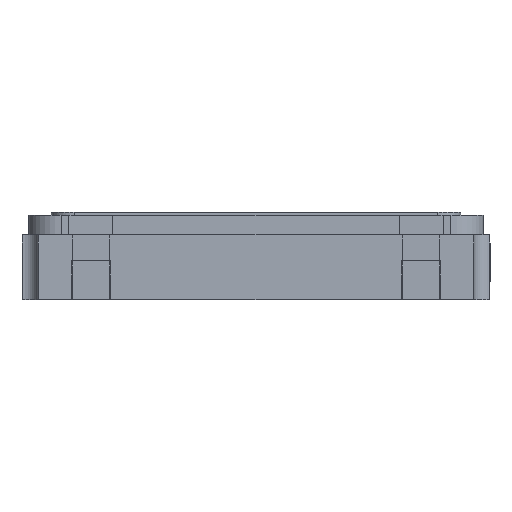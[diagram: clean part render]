
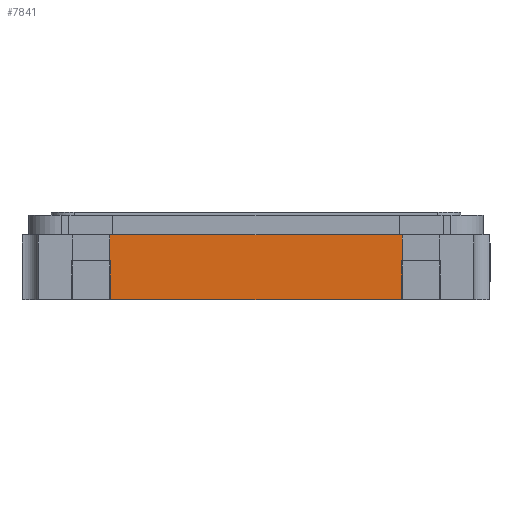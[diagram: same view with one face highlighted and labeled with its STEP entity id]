
A CAD part, left-side view. The second image highlights one B-rep face of the part: STEP entity #7841.
In plain terms, the highlighted face is planar.
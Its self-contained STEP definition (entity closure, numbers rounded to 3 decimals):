
#648=LINE('',#11967,#1482);
#654=LINE('',#11979,#1488);
#671=LINE('',#12015,#1505);
#678=LINE('',#12029,#1512);
#693=LINE('',#12060,#1527);
#776=LINE('',#12222,#1610);
#791=LINE('',#12253,#1625);
#881=LINE('',#12445,#1715);
#884=LINE('',#12451,#1718);
#885=LINE('',#12453,#1719);
#886=LINE('',#12455,#1720);
#887=LINE('',#12456,#1721);
#1482=VECTOR('',#9389,1000.);
#1488=VECTOR('',#9399,1000.);
#1505=VECTOR('',#9428,1000.);
#1512=VECTOR('',#9439,1000.);
#1527=VECTOR('',#9466,1000.);
#1610=VECTOR('',#9597,1000.);
#1625=VECTOR('',#9626,1000.);
#1715=VECTOR('',#9792,1000.);
#1718=VECTOR('',#9799,1000.);
#1719=VECTOR('',#9800,1000.);
#1720=VECTOR('',#9801,1000.);
#1721=VECTOR('',#9802,1000.);
#3548=ORIENTED_EDGE('',*,*,#4679,.F.);
#3549=ORIENTED_EDGE('',*,*,#4435,.T.);
#3550=ORIENTED_EDGE('',*,*,#4441,.T.);
#3551=ORIENTED_EDGE('',*,*,#4563,.T.);
#3552=ORIENTED_EDGE('',*,*,#4676,.F.);
#3553=ORIENTED_EDGE('',*,*,#4578,.F.);
#3554=ORIENTED_EDGE('',*,*,#4680,.T.);
#3555=ORIENTED_EDGE('',*,*,#4681,.F.);
#3556=ORIENTED_EDGE('',*,*,#4465,.F.);
#3557=ORIENTED_EDGE('',*,*,#4458,.F.);
#3558=ORIENTED_EDGE('',*,*,#4480,.T.);
#3559=ORIENTED_EDGE('',*,*,#4682,.T.);
#4435=EDGE_CURVE('',#5187,#5186,#648,.T.);
#4441=EDGE_CURVE('',#5186,#5190,#654,.T.);
#4458=EDGE_CURVE('',#5203,#5204,#671,.T.);
#4465=EDGE_CURVE('',#5204,#5208,#678,.T.);
#4480=EDGE_CURVE('',#5203,#5219,#693,.T.);
#4563=EDGE_CURVE('',#5190,#5273,#776,.T.);
#4578=EDGE_CURVE('',#5282,#5283,#791,.T.);
#4676=EDGE_CURVE('',#5283,#5273,#881,.T.);
#4679=EDGE_CURVE('',#5187,#5348,#884,.T.);
#4680=EDGE_CURVE('',#5282,#5349,#885,.T.);
#4681=EDGE_CURVE('',#5208,#5349,#886,.T.);
#4682=EDGE_CURVE('',#5219,#5348,#887,.T.);
#5186=VERTEX_POINT('',#11966);
#5187=VERTEX_POINT('',#11968);
#5190=VERTEX_POINT('',#11978);
#5203=VERTEX_POINT('',#12014);
#5204=VERTEX_POINT('',#12016);
#5208=VERTEX_POINT('',#12028);
#5219=VERTEX_POINT('',#12061);
#5273=VERTEX_POINT('',#12221);
#5282=VERTEX_POINT('',#12252);
#5283=VERTEX_POINT('',#12254);
#5348=VERTEX_POINT('',#12452);
#5349=VERTEX_POINT('',#12454);
#5847=EDGE_LOOP('',(#3548,#3549,#3550,#3551,#3552,#3553,#3554,#3555,#3556,
#3557,#3558,#3559));
#6224=FACE_BOUND('',#5847,.T.);
#6563=PLANE('',#8244);
#7841=ADVANCED_FACE('',(#6224),#6563,.F.);
#8244=AXIS2_PLACEMENT_3D('',#12450,#9797,#9798);
#9389=DIRECTION('',(1.,0.,0.));
#9399=DIRECTION('',(0.,0.,1.));
#9428=DIRECTION('',(-1.,0.,0.));
#9439=DIRECTION('',(0.,0.,1.));
#9466=DIRECTION('',(0.,0.,-1.));
#9597=DIRECTION('',(1.,0.,0.));
#9626=DIRECTION('',(1.,0.,0.));
#9792=DIRECTION('',(0.,0.,-1.));
#9797=DIRECTION('',(0.,1.,0.));
#9798=DIRECTION('',(-1.,0.,0.));
#9799=DIRECTION('',(0.,0.,-1.));
#9800=DIRECTION('',(0.,0.,-1.));
#9801=DIRECTION('',(-1.,0.,0.));
#9802=DIRECTION('',(1.,0.,0.));
#11966=CARTESIAN_POINT('',(2.243,-2.6,0.01));
#11967=CARTESIAN_POINT('',(2.14,-2.6,0.01));
#11968=CARTESIAN_POINT('',(2.14,-2.6,0.01));
#11978=CARTESIAN_POINT('',(2.243,-2.6,0.6));
#11979=CARTESIAN_POINT('',(2.243,-2.6,0.01));
#12014=CARTESIAN_POINT('',(-2.14,-2.6,0.01));
#12015=CARTESIAN_POINT('',(-2.14,-2.6,0.01));
#12016=CARTESIAN_POINT('',(-2.243,-2.6,0.01));
#12028=CARTESIAN_POINT('',(-2.243,-2.6,0.6));
#12029=CARTESIAN_POINT('',(-2.243,-2.6,0.01));
#12060=CARTESIAN_POINT('',(-2.14,-2.6,0.6));
#12061=CARTESIAN_POINT('',(-2.14,-2.6,0.));
#12221=CARTESIAN_POINT('',(2.253,-2.6,0.6));
#12222=CARTESIAN_POINT('',(2.14,-2.6,0.6));
#12252=CARTESIAN_POINT('',(-2.253,-2.6,1.));
#12253=CARTESIAN_POINT('',(-2.253,-2.6,1.));
#12254=CARTESIAN_POINT('',(2.253,-2.6,1.));
#12445=CARTESIAN_POINT('',(2.253,-2.6,1.));
#12450=CARTESIAN_POINT('',(-2.253,-2.6,1.));
#12451=CARTESIAN_POINT('',(2.14,-2.6,0.6));
#12452=CARTESIAN_POINT('',(2.14,-2.6,0.));
#12453=CARTESIAN_POINT('',(-2.253,-2.6,1.));
#12454=CARTESIAN_POINT('',(-2.253,-2.6,0.6));
#12455=CARTESIAN_POINT('',(-2.14,-2.6,0.6));
#12456=CARTESIAN_POINT('',(-2.253,-2.6,0.));
